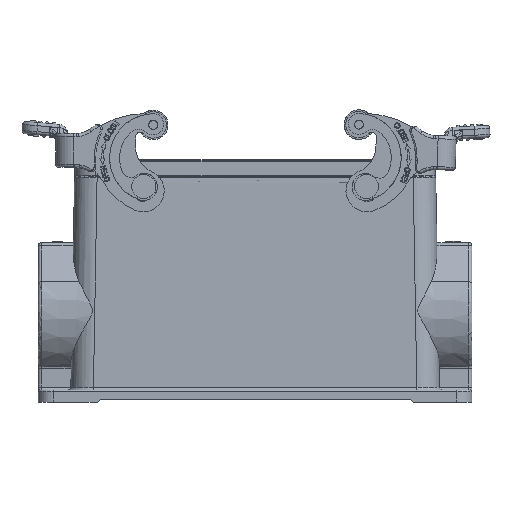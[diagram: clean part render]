
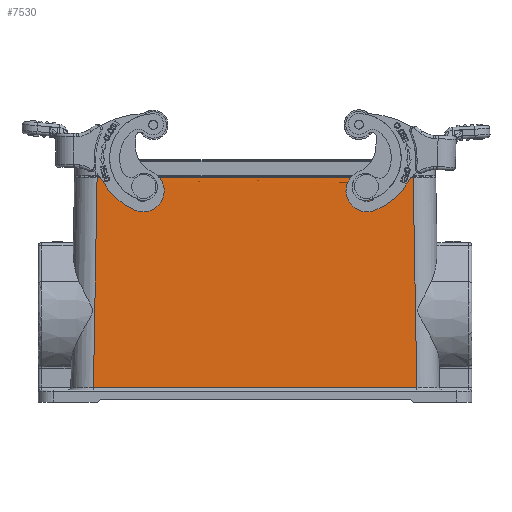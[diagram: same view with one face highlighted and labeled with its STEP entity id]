
A CAD part, front view. The second image highlights one B-rep face of the part: STEP entity #7530.
In plain terms, the highlighted planar face has unit normal (0, -1, 0.018).
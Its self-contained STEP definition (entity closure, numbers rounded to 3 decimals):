
#5406=ELLIPSE('',#29996,1.5,1.5);
#5408=ELLIPSE('',#29999,1.5,1.5);
#6079=FACE_BOUND('',#11144,.T.);
#6080=FACE_BOUND('',#11145,.T.);
#6081=FACE_BOUND('',#11146,.T.);
#7530=ADVANCED_FACE('',(#6079,#6080,#6081),#8941,.T.);
#8941=PLANE('',#30292);
#11144=EDGE_LOOP('',(#13404,#13405,#13406,#13407));
#11145=EDGE_LOOP('',(#13408));
#11146=EDGE_LOOP('',(#13409));
#13404=ORIENTED_EDGE('',*,*,#22685,.T.);
#13405=ORIENTED_EDGE('',*,*,#22686,.T.);
#13406=ORIENTED_EDGE('',*,*,#22475,.T.);
#13407=ORIENTED_EDGE('',*,*,#22684,.F.);
#13408=ORIENTED_EDGE('',*,*,#22300,.F.);
#13409=ORIENTED_EDGE('',*,*,#22298,.F.);
#19960=VERTEX_POINT('',#39323);
#19962=VERTEX_POINT('',#39328);
#20094=VERTEX_POINT('',#40032);
#20095=VERTEX_POINT('',#40033);
#20232=VERTEX_POINT('',#40648);
#20233=VERTEX_POINT('',#40652);
#22298=EDGE_CURVE('',#19960,#19960,#5406,.T.);
#22300=EDGE_CURVE('',#19962,#19962,#5408,.T.);
#22475=EDGE_CURVE('',#20094,#20095,#25993,.T.);
#22684=EDGE_CURVE('',#20232,#20095,#26096,.T.);
#22685=EDGE_CURVE('',#20232,#20233,#26097,.T.);
#22686=EDGE_CURVE('',#20233,#20094,#26098,.T.);
#25993=LINE('',#40031,#27997);
#26096=LINE('',#40649,#28100);
#26097=LINE('',#40651,#28101);
#26098=LINE('',#40653,#28102);
#27997=VECTOR('',#32753,1.);
#28100=VECTOR('',#33204,1.);
#28101=VECTOR('',#33207,1.);
#28102=VECTOR('',#33208,1.);
#29996=AXIS2_PLACEMENT_3D('',#39322,#32425,#32426);
#29999=AXIS2_PLACEMENT_3D('',#39327,#32431,#32432);
#30292=AXIS2_PLACEMENT_3D('',#40654,#33209,#33210);
#32425=DIRECTION('',(0.,-1.,0.017));
#32426=DIRECTION('',(0.,-0.017,-1.));
#32431=DIRECTION('',(0.,-1.,0.017));
#32432=DIRECTION('',(0.,-0.017,-1.));
#32753=DIRECTION('',(-0.017,0.017,1.));
#33204=DIRECTION('',(1.,0.,0.));
#33207=DIRECTION('',(-0.017,-0.017,-1.));
#33208=DIRECTION('',(1.,0.,0.));
#33209=DIRECTION('',(0.,-1.,0.017));
#33210=DIRECTION('',(1.,0.,0.));
#39322=CARTESIAN_POINT('',(37.002,-21.561,33.));
#39323=CARTESIAN_POINT('',(37.002,-21.587,31.5));
#39327=CARTESIAN_POINT('',(-36.998,-21.561,33.));
#39328=CARTESIAN_POINT('',(-36.998,-21.587,31.5));
#40031=CARTESIAN_POINT('',(52.499,-21.495,36.77));
#40032=CARTESIAN_POINT('',(53.726,-22.722,-33.517));
#40033=CARTESIAN_POINT('',(52.512,-21.509,36.009));
#40648=CARTESIAN_POINT('',(-52.507,-21.509,36.009));
#40649=CARTESIAN_POINT('',(-63.059,-21.509,36.009));
#40651=CARTESIAN_POINT('',(-52.502,-21.503,36.316));
#40652=CARTESIAN_POINT('',(-53.721,-22.722,-33.517));
#40653=CARTESIAN_POINT('',(-54.003,-22.722,-33.517));
#40654=CARTESIAN_POINT('',(-63.059,-21.5,36.5));
